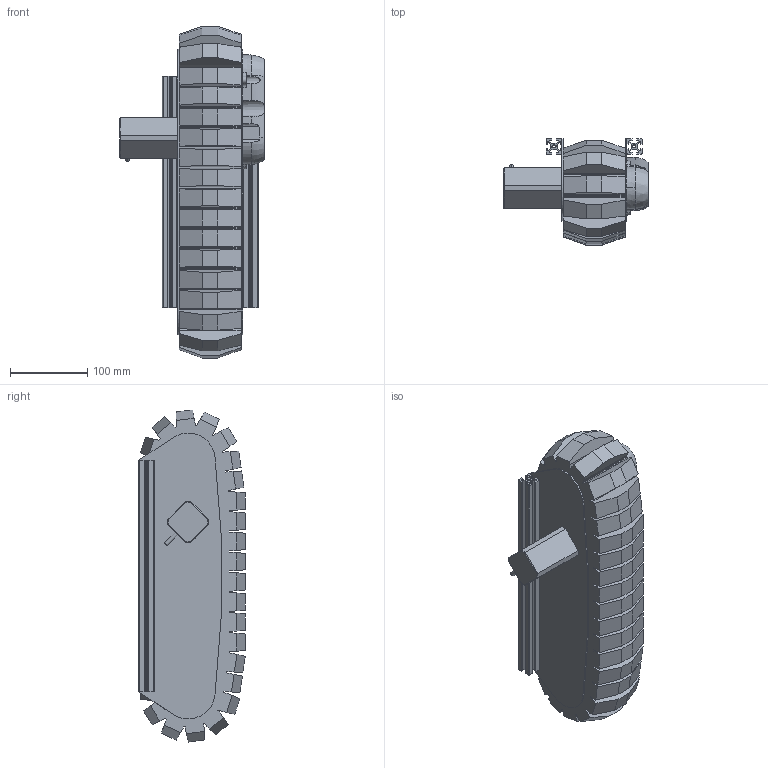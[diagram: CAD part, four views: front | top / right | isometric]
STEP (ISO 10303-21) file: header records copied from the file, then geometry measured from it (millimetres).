
FILE_DESCRIPTION (( 'STEP AP203' ), '1' );
FILE_NAME ('CuGoV3i_R.STEP', '2023-10-13T04:22:12', ( '' ), ( '' ), 'SwSTEP 2.0', 'SolidWorks 2022', '' );
FILE_SCHEMA (( 'CONFIG_CONTROL_DESIGN' ));
Length unit declared in the file: millimetre
Products named in the file (4): 倜蚓uGoV3ibody; NFS5_2020_300; V3coverR6_; CuGoV3i_R
Assembly tree (4 placements, depth 2):
  CuGoV3i_R
    倜蚓uGoV3ibody
    NFS5_2020_300  x2
    V3coverR6_
Bounding box: 187 x 137.92 x 429.75 mm (x, y, z)
Volume: 4191279.6 mm3; surface area: 404571.5 mm2
Topology: 4 solids, 4 shells, 766 faces, 2206 edges, 1463 vertices
Faces by surface type: plane 579, cylinder 71, bspline 59, cone 51, torus 6
Entity records: 24723 total; most frequent: CARTESIAN_POINT 6713, ORIENTED_EDGE 3938, DIRECTION 3221, EDGE_CURVE 1969, LINE 1571, VECTOR 1571, VERTEX_POINT 1305, AXIS2_PLACEMENT_3D 825
